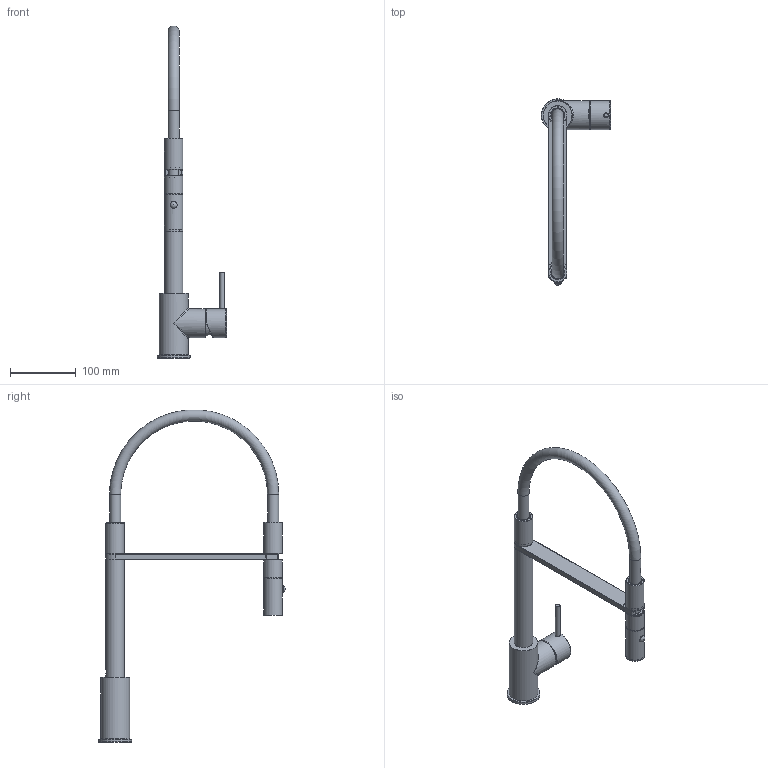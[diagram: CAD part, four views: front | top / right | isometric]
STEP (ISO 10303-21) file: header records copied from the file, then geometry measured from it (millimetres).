
FILE_DESCRIPTION(/* description */ ('Unknown'),/* implementation_level */ '2;1');
FILE_NAME(/* name */ 'FKM22',/* time_stamp */ '2021-09-24T14:53:22+02:00',/* author */ ('Unknown'),/* organization */ ('Unknown'),/* preprocessor_version */ 'ST-DEVELOPER v16.7',/* originating_system */ 'DEX',/* authorisation */ $);
FILE_SCHEMA (('AUTOMOTIVE_DESIGN {1 0 10303 214 3 1 1}'));
Length unit declared in the file: millimetre
Products named in the file (15): FKM22-00 ID00087746_002_3-INXX K焗 MINIPROFI 3_8; ID00085836_001_4-DI-HUS_ENH_GUL; ID00085068_000_5-TÄCKRING T 1-GR; ID00085708_001_5-Spak k闥 svarvad; ID00085117_000_4-RING F FOT; ID00085831_000_4-PINNE; ID00086498_003_3-PROFI PIP KOMPL. INXX_MODEL_oa_0; ID00086518_000_6-MUNSTYCKE MICRO DUAL JET; ID00086515_003_2-NIPPEL F MUNSTYCKE; ID00086560_004_2-HYLSA; ID00086441_000_3-SLANG KOMPL; ID00086426_003_1-FÄSTE T PROFI PIP; ID00086521_004_3-PIPUNDERDEL; ID00086543_002_3-FÄSTE T PIP INXX; ID00086502_000_5-BUSSNING
Assembly tree (15 placements, depth 3):
  FKM22-00 ID00087746_002_3-INXX K焗 MINIPROFI 3_8
    ID00085836_001_4-DI-HUS_ENH_GUL
    ID00085068_000_5-TÄCKRING T 1-GR
    ID00085708_001_5-Spak k闥 svarvad
    ID00085117_000_4-RING F FOT
    ID00085831_000_4-PINNE
    ID00086498_003_3-PROFI PIP KOMPL. INXX_MODEL_oa_0
      ID00086518_000_6-MUNSTYCKE MICRO DUAL JET
      ID00086515_003_2-NIPPEL F MUNSTYCKE
      ID00086560_004_2-HYLSA  x2
      ID00086441_000_3-SLANG KOMPL
      ID00086426_003_1-FÄSTE T PROFI PIP
      ID00086521_004_3-PIPUNDERDEL
      ID00086543_002_3-FÄSTE T PIP INXX
      ID00086502_000_5-BUSSNING
Bounding box: 105.6 x 283.5 x 504.41 mm (x, y, z)
Volume: 455769.9 mm3; surface area: 168023.6 mm2
Topology: 15 solids, 15 shells, 1523 faces, 3876 edges, 2492 vertices
Faces by surface type: plane 742, cylinder 303, bspline 266, torus 122, cone 73, sphere 17
Full cylindrical faces by diameter (mm): 0.913 x1, 0.916 x1, 1 x18, 2.4 x3, 2.5 x18, 3 x1, 3.2 x1, 3.3 x1, 3.5 x1, 5 x4, 5.35 x1, 5.4 x1, 5.7 x1, 5.8 x1, 6.15 x1, 6.5 x2, 7 x5, 7.2 x1, 9.1 x2, 9.5 x2, 10.9 x1, 11 x3, 11.1 x2, 12 x1, 12.491 x1, 12.5 x1, 12.6 x1, 12.8 x1, 13 x1, 14 x2
Entity records: 61311 total; most frequent: CARTESIAN_POINT 19385, ORIENTED_EDGE 6780, DIRECTION 5754, EDGE_CURVE 3390, VERTEX_POINT 2343, AXIS2_PLACEMENT_3D 2119, FACE_BOUND 1967, EDGE_LOOP 1953
